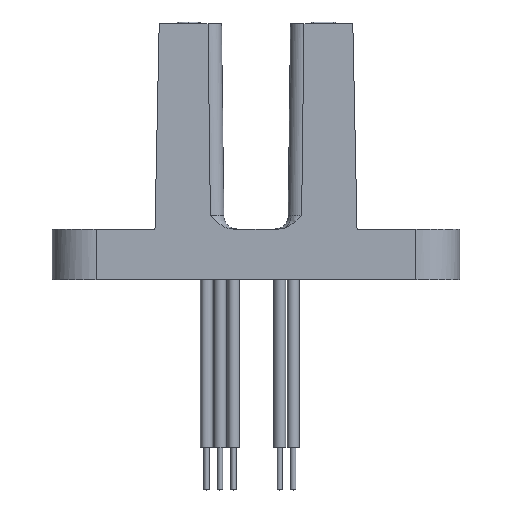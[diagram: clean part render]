
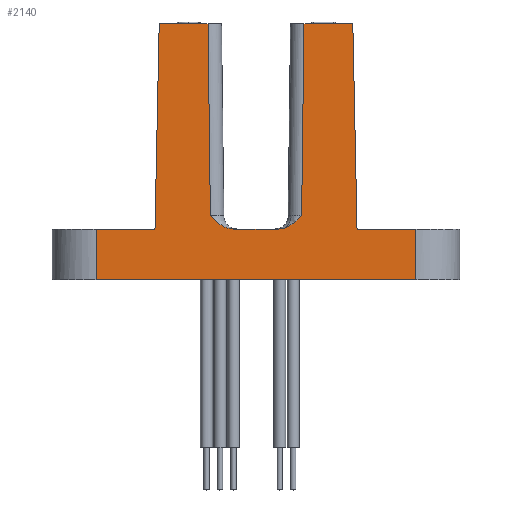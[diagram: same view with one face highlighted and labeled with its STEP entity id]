
A CAD part, top view. The second image highlights one B-rep face of the part: STEP entity #2140.
In plain terms, the highlighted planar face has unit normal (0, 0.01, 1).
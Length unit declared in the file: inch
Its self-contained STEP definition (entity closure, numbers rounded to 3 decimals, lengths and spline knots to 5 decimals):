
#2 = CARTESIAN_POINT ( 'NONE',  ( 0.13499, 0.14951, 0.12853 ) ) ;
#25 = CARTESIAN_POINT ( 'NONE',  ( -0.3, 0.15, 0.12852 ) ) ;
#26 = CARTESIAN_POINT ( 'NONE',  ( -0.07333, 0.15, 0.12852 ) ) ;
#28 = EDGE_CURVE ( 'NONE', #3099, #1492, #234, .T. ) ;
#40 = VERTEX_POINT ( 'NONE', #726 ) ;
#69 = EDGE_CURVE ( 'NONE', #2853, #40, #4658, .T. ) ;
#85 = CARTESIAN_POINT ( 'NONE',  ( -0.475, 0.15, 0.12852 ) ) ;
#93 = ORIENTED_EDGE ( 'NONE', *, *, #1618, .T. ) ;
#138 = LINE ( 'NONE', #4724, #289 ) ;
#145 = CARTESIAN_POINT ( 'NONE',  ( 0.2875, 0.76, 0.1225 ) ) ;
#234 = LINE ( 'NONE', #2468, #2407 ) ;
#239 = ORIENTED_EDGE ( 'NONE', *, *, #2615, .T. ) ;
#289 = VECTOR ( 'NONE', #2049, 39.37008 ) ;
#313 = LINE ( 'NONE', #5628, #2476 ) ;
#376 = CARTESIAN_POINT ( 'NONE',  ( 0.12065, 0.17482, 0.12828 ) ) ;
#481 = CARTESIAN_POINT ( 'NONE',  ( -0.08, 0.15129, 0.12851 ) ) ;
#498 = DIRECTION ( 'NONE',  ( 0., -1., 0.01 ) ) ;
#726 = CARTESIAN_POINT ( 'NONE',  ( 0.475, 0.15, 0.12852 ) ) ;
#822 = CARTESIAN_POINT ( 'NONE',  ( -0.095, 0.15, 0.12852 ) ) ;
#824 = LINE ( 'NONE', #2398, #5250 ) ;
#864 = VECTOR ( 'NONE', #3949, 39.37008 ) ;
#866 = VECTOR ( 'NONE', #1790, 39.37008 ) ;
#914 = CARTESIAN_POINT ( 'NONE',  ( -0.09298, 0.15585, 0.12846 ) ) ;
#1028 = VERTEX_POINT ( 'NONE', #2523 ) ;
#1029 = EDGE_CURVE ( 'NONE', #5347, #3099, #5607, .T. ) ;
#1078 = DIRECTION ( 'NONE',  ( -1., 0., 0. ) ) ;
#1181 = CARTESIAN_POINT ( 'NONE',  ( 0.1425, 0.76, 0.1225 ) ) ;
#1212 = VECTOR ( 'NONE', #1691, 39.37008 ) ;
#1223 = VERTEX_POINT ( 'NONE', #145 ) ;
#1356 = CARTESIAN_POINT ( 'NONE',  ( -0.11601, 0.17024, 0.12832 ) ) ;
#1366 = LINE ( 'NONE', #1941, #3536 ) ;
#1428 = EDGE_CURVE ( 'NONE', #1477, #4019, #4644, .T. ) ;
#1477 = VERTEX_POINT ( 'NONE', #5142 ) ;
#1492 = VERTEX_POINT ( 'NONE', #3715 ) ;
#1547 = CARTESIAN_POINT ( 'NONE',  ( 0.13549, 0.18961, 0.12813 ) ) ;
#1560 = DIRECTION ( 'NONE',  ( 0., 1., -0.01 ) ) ;
#1574 = EDGE_CURVE ( 'NONE', #3339, #1477, #3570, .T. ) ;
#1615 = CARTESIAN_POINT ( 'NONE',  ( 0.12809, 0.18221, 0.1282 ) ) ;
#1618 = EDGE_CURVE ( 'NONE', #1028, #2853, #2062, .T. ) ;
#1638 = AXIS2_PLACEMENT_3D ( 'NONE', #5681, #3076, #498 ) ;
#1681 = CARTESIAN_POINT ( 'NONE',  ( 0.10414, 0.16188, 0.1284 ) ) ;
#1691 = DIRECTION ( 'NONE',  ( -1., 0., 0. ) ) ;
#1755 = EDGE_CURVE ( 'NONE', #1223, #5525, #138, .T. ) ;
#1783 = VECTOR ( 'NONE', #3892, 39.37008 ) ;
#1790 = DIRECTION ( 'NONE',  ( -0.012, -1., 0.01 ) ) ;
#1799 = CARTESIAN_POINT ( 'NONE',  ( -0.13549, 0.18961, 0.12813 ) ) ;
#1836 = CARTESIAN_POINT ( 'NONE',  ( 0.06643, 0.15, 0.12852 ) ) ;
#1941 = CARTESIAN_POINT ( 'NONE',  ( 0.28745, 0.76249, 0.12248 ) ) ;
#2038 = ORIENTED_EDGE ( 'NONE', *, *, #4761, .T. ) ;
#2049 = DIRECTION ( 'NONE',  ( -1., 0., 0. ) ) ;
#2062 = LINE ( 'NONE', #2362, #4424 ) ;
#2140 = ADVANCED_FACE ( 'NONE', ( #3260 ), #2540, .T. ) ;
#2181 = DIRECTION ( 'NONE',  ( 0., -1., 0.01 ) ) ;
#2270 = VECTOR ( 'NONE', #1560, 39.37008 ) ;
#2351 = LINE ( 'NONE', #3400, #1212 ) ;
#2362 = CARTESIAN_POINT ( 'NONE',  ( 0.605, 0., 0.13 ) ) ;
#2382 = DIRECTION ( 'NONE',  ( -0.02, 1., -0.01 ) ) ;
#2398 = CARTESIAN_POINT ( 'NONE',  ( -0.2875, 0.76, 0.1225 ) ) ;
#2407 = VECTOR ( 'NONE', #5643, 39.37008 ) ;
#2444 = ORIENTED_EDGE ( 'NONE', *, *, #1428, .T. ) ;
#2448 = CARTESIAN_POINT ( 'NONE',  ( -0.2875, 0.76, 0.1225 ) ) ;
#2459 = CARTESIAN_POINT ( 'NONE',  ( 0.07287, 0.15, 0.12852 ) ) ;
#2468 = CARTESIAN_POINT ( 'NONE',  ( -0.14249, 0.75951, 0.12251 ) ) ;
#2476 = VECTOR ( 'NONE', #3859, 39.37008 ) ;
#2523 = CARTESIAN_POINT ( 'NONE',  ( -0.475, 0., 0.13 ) ) ;
#2540 = PLANE ( 'NONE',  #1638 ) ;
#2615 = EDGE_CURVE ( 'NONE', #5525, #3339, #4944, .T. ) ;
#2780 = ORIENTED_EDGE ( 'NONE', *, *, #5637, .T. ) ;
#2842 = CARTESIAN_POINT ( 'NONE',  ( 0.0791, 0.15113, 0.12851 ) ) ;
#2853 = VERTEX_POINT ( 'NONE', #4893 ) ;
#2864 = EDGE_LOOP ( 'NONE', ( #239, #3619, #2444, #2038, #4906, #5459, #4107, #4933, #4433, #2780, #93, #5544, #3439, #5439, #4660 ) ) ;
#3024 = CARTESIAN_POINT ( 'NONE',  ( -0.29995, 0.15255, 0.1285 ) ) ;
#3065 = CARTESIAN_POINT ( 'NONE',  ( -0.06643, 0.15, 0.12852 ) ) ;
#3076 = DIRECTION ( 'NONE',  ( 0., 0.01, 1. ) ) ;
#3099 = VERTEX_POINT ( 'NONE', #3386 ) ;
#3108 = EDGE_CURVE ( 'NONE', #4824, #3754, #313, .T. ) ;
#3260 = FACE_OUTER_BOUND ( 'NONE', #2864, .T. ) ;
#3325 = VECTOR ( 'NONE', #2181, 39.37008 ) ;
#3339 = VERTEX_POINT ( 'NONE', #5294 ) ;
#3386 = CARTESIAN_POINT ( 'NONE',  ( -0.13549, 0.18961, 0.12813 ) ) ;
#3400 = CARTESIAN_POINT ( 'NONE',  ( 0.3, 0.15, 0.12852 ) ) ;
#3439 = ORIENTED_EDGE ( 'NONE', *, *, #3564, .T. ) ;
#3536 = VECTOR ( 'NONE', #2382, 39.37008 ) ;
#3564 = EDGE_CURVE ( 'NONE', #40, #5219, #2351, .T. ) ;
#3570 = B_SPLINE_CURVE_WITH_KNOTS ( 'NONE', 3,
 ( #1547, #1615, #376, #1681, #4755, #4795 ),
 .UNSPECIFIED., .F., .F.,
 ( 4, 2, 4 ),
 ( -0.00001, 0.00079, 0.00159 ),
 .UNSPECIFIED. ) ;
#3619 = ORIENTED_EDGE ( 'NONE', *, *, #1574, .T. ) ;
#3694 = DIRECTION ( 'NONE',  ( 1., 0., 0. ) ) ;
#3715 = CARTESIAN_POINT ( 'NONE',  ( -0.1425, 0.76, 0.1225 ) ) ;
#3732 = CARTESIAN_POINT ( 'NONE',  ( -0.06643, 0.15, 0.12852 ) ) ;
#3754 = VERTEX_POINT ( 'NONE', #85 ) ;
#3859 = DIRECTION ( 'NONE',  ( -1., 0., 0. ) ) ;
#3883 = CARTESIAN_POINT ( 'NONE',  ( 0.3, 0.15, 0.12852 ) ) ;
#3892 = DIRECTION ( 'NONE',  ( -1., 0., 0. ) ) ;
#3895 = EDGE_CURVE ( 'NONE', #5231, #4824, #4381, .T. ) ;
#3949 = DIRECTION ( 'NONE',  ( -0.02, -1., 0.01 ) ) ;
#3994 = CARTESIAN_POINT ( 'NONE',  ( -0.09898, 0.15902, 0.12843 ) ) ;
#4019 = VERTEX_POINT ( 'NONE', #1836 ) ;
#4107 = ORIENTED_EDGE ( 'NONE', *, *, #5340, .T. ) ;
#4244 = CARTESIAN_POINT ( 'NONE',  ( 0.06643, 0.15, 0.12852 ) ) ;
#4381 = LINE ( 'NONE', #3024, #864 ) ;
#4424 = VECTOR ( 'NONE', #3694, 39.37008 ) ;
#4433 = ORIENTED_EDGE ( 'NONE', *, *, #3108, .T. ) ;
#4445 = CARTESIAN_POINT ( 'NONE',  ( -0.12588, 0.18, 0.12822 ) ) ;
#4638 = CARTESIAN_POINT ( 'NONE',  ( 0.08518, 0.15313, 0.12849 ) ) ;
#4644 = B_SPLINE_CURVE_WITH_KNOTS ( 'NONE', 3,
 ( #4638, #2842, #2459, #4244 ),
 .UNSPECIFIED., .F., .F.,
 ( 4, 4 ),
 ( 0.00159, 0.00207 ),
 .UNSPECIFIED. ) ;
#4658 = LINE ( 'NONE', #5154, #2270 ) ;
#4660 = ORIENTED_EDGE ( 'NONE', *, *, #1755, .T. ) ;
#4724 = CARTESIAN_POINT ( 'NONE',  ( 0.1025, 0.76, 0.1225 ) ) ;
#4755 = CARTESIAN_POINT ( 'NONE',  ( 0.09517, 0.15641, 0.12846 ) ) ;
#4761 = EDGE_CURVE ( 'NONE', #4019, #5347, #5174, .T. ) ;
#4795 = CARTESIAN_POINT ( 'NONE',  ( 0.08518, 0.15313, 0.12849 ) ) ;
#4824 = VERTEX_POINT ( 'NONE', #25 ) ;
#4858 = CARTESIAN_POINT ( 'NONE',  ( -0.475, 0., 0.13 ) ) ;
#4893 = CARTESIAN_POINT ( 'NONE',  ( 0.475, 0., 0.13 ) ) ;
#4906 = ORIENTED_EDGE ( 'NONE', *, *, #1029, .T. ) ;
#4933 = ORIENTED_EDGE ( 'NONE', *, *, #3895, .T. ) ;
#4944 = LINE ( 'NONE', #2, #866 ) ;
#5142 = CARTESIAN_POINT ( 'NONE',  ( 0.08518, 0.15313, 0.12849 ) ) ;
#5154 = CARTESIAN_POINT ( 'NONE',  ( 0.475, 0.15, 0.12852 ) ) ;
#5174 = LINE ( 'NONE', #822, #1783 ) ;
#5219 = VERTEX_POINT ( 'NONE', #3883 ) ;
#5231 = VERTEX_POINT ( 'NONE', #2448 ) ;
#5250 = VECTOR ( 'NONE', #1078, 39.37008 ) ;
#5290 = EDGE_CURVE ( 'NONE', #5219, #1223, #1366, .T. ) ;
#5294 = CARTESIAN_POINT ( 'NONE',  ( 0.13549, 0.18961, 0.12813 ) ) ;
#5340 = EDGE_CURVE ( 'NONE', #1492, #5231, #824, .T. ) ;
#5347 = VERTEX_POINT ( 'NONE', #3732 ) ;
#5439 = ORIENTED_EDGE ( 'NONE', *, *, #5290, .T. ) ;
#5459 = ORIENTED_EDGE ( 'NONE', *, *, #28, .T. ) ;
#5525 = VERTEX_POINT ( 'NONE', #1181 ) ;
#5544 = ORIENTED_EDGE ( 'NONE', *, *, #69, .T. ) ;
#5594 = LINE ( 'NONE', #4858, #3325 ) ;
#5607 = B_SPLINE_CURVE_WITH_KNOTS ( 'NONE', 3,
 ( #3065, #26, #481, #914, #3994, #1356, #4445, #1799 ),
 .UNSPECIFIED., .F., .F.,
 ( 4, 2, 2, 4 ),
 ( 0., 0.00052, 0.00104, 0.00207 ),
 .UNSPECIFIED. ) ;
#5628 = CARTESIAN_POINT ( 'NONE',  ( -0.605, 0.15, 0.12852 ) ) ;
#5637 = EDGE_CURVE ( 'NONE', #3754, #1028, #5594, .T. ) ;
#5643 = DIRECTION ( 'NONE',  ( -0.012, 1., -0.01 ) ) ;
#5681 = CARTESIAN_POINT ( 'NONE',  ( 0.605, 0., 0.13 ) ) ;
